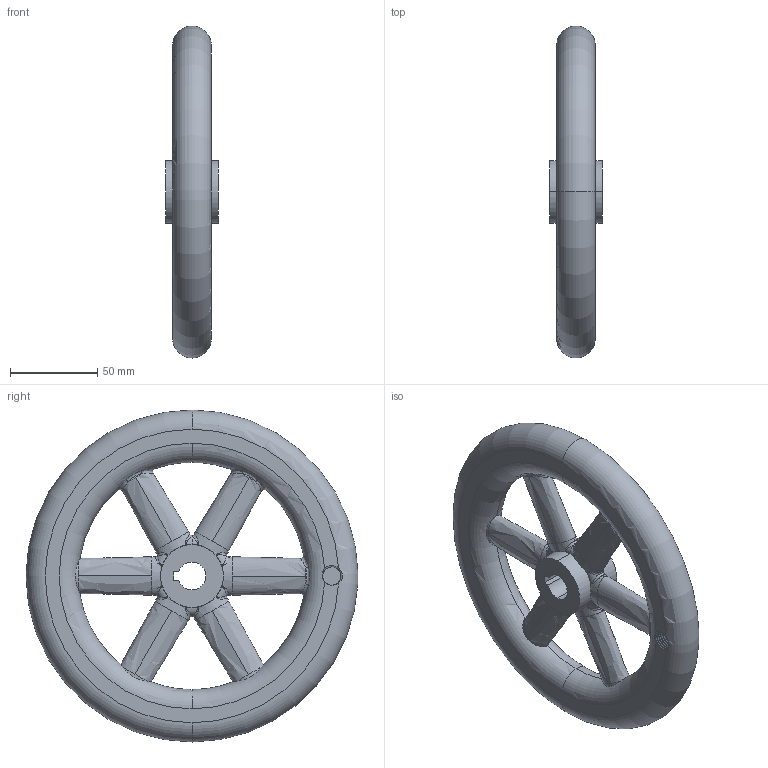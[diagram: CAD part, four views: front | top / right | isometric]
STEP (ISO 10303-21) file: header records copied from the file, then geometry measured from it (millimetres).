
FILE_DESCRIPTION (( 'STEP AP214' ), '1' );
FILE_NAME ('Hand Wheel.STEP', '2025-02-16T17:22:02', ( '' ), ( '' ), 'SwSTEP 2.0', 'SolidWorks 2024', '' );
FILE_SCHEMA (( 'AUTOMOTIVE_DESIGN' ));
Length unit declared in the file: millimetre
Products named in the file (1): Hand Wheel
Bounding box: 30 x 189.99 x 190 mm (x, y, z)
Volume: 359731.6 mm3; surface area: 63102.1 mm2
Topology: 1 solids, 1 shells, 118 faces, 401 edges, 274 vertices
Faces by surface type: bspline 63, cylinder 26, torus 20, plane 9
Entity records: 11068 total; most frequent: CARTESIAN_POINT 8417, ORIENTED_EDGE 802, EDGE_CURVE 401, VERTEX_POINT 274, DIRECTION 268, B_SPLINE_CURVE_WITH_KNOTS 204, EDGE_LOOP 121, FACE_OUTER_BOUND 118
